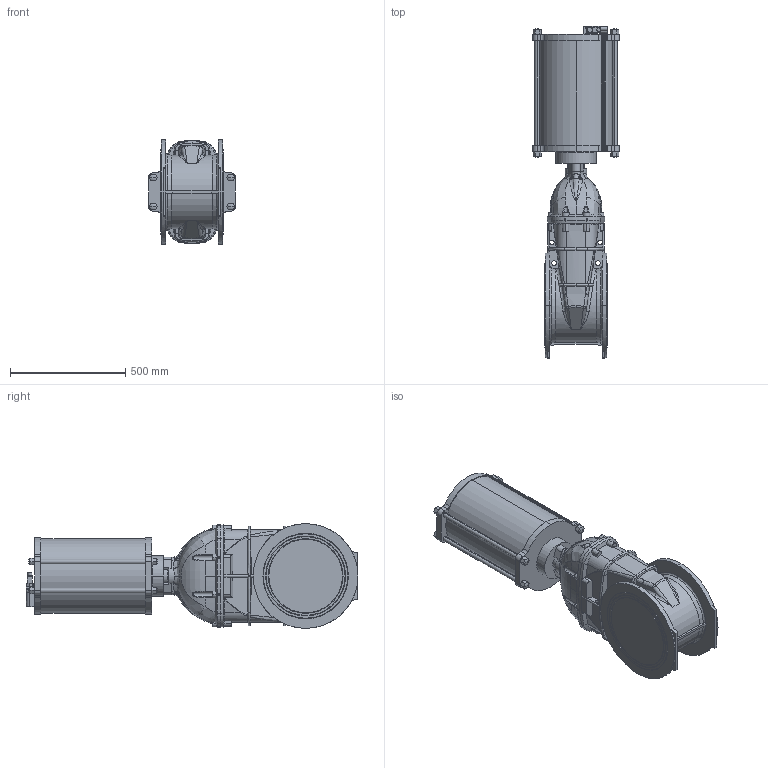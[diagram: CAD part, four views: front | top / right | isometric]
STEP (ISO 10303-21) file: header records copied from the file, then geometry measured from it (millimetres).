
FILE_DESCRIPTION (( 'STEP AP203' ), '1' );
FILE_NAME ('7153003003009 Outline drawing.STEP', '2014-06-24T09:09:13', ( '' ), ( '' ), 'SwSTEP 2.0', 'SolidWorks 2012', '' );
FILE_SCHEMA (( 'CONFIG_CONTROL_DESIGN' ));
Length unit declared in the file: millimetre
Products named in the file (1): 7153003003009 Outline drawing
Bounding box: 378 x 1442.5 x 455 mm (x, y, z)
Volume: 100902661.9 mm3; surface area: 2388228.3 mm2
Topology: 1 solids, 1 shells, 901 faces, 2299 edges, 1420 vertices
Faces by surface type: plane 293, cone 220, cylinder 216, bspline 102, torus 48, sphere 22
Entity records: 37131 total; most frequent: CARTESIAN_POINT 16508, ORIENTED_EDGE 4562, DIRECTION 4054, EDGE_CURVE 2281, AXIS2_PLACEMENT_3D 1634, VERTEX_POINT 1418, EDGE_LOOP 957, FACE_OUTER_BOUND 901
